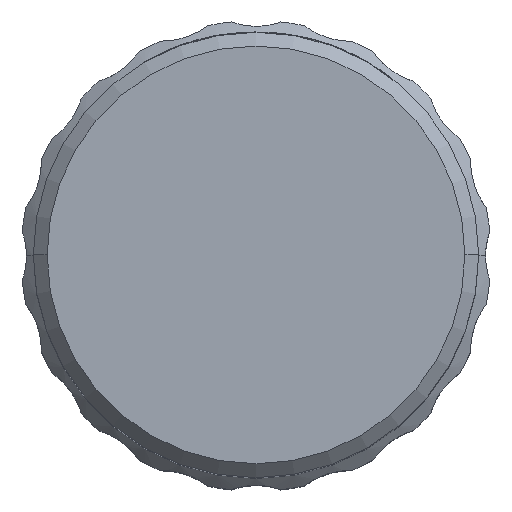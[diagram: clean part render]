
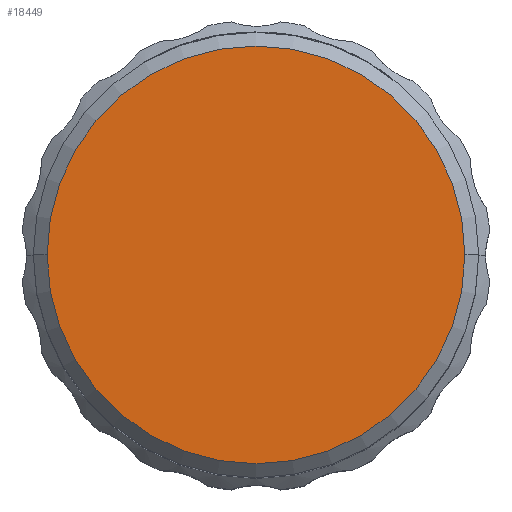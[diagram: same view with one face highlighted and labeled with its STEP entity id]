
A CAD part, top view. The second image highlights one B-rep face of the part: STEP entity #18449.
In plain terms, the highlighted planar face has unit normal (0, 0, 1).
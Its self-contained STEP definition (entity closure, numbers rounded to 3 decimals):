
#324 = CIRCLE ( 'NONE', #19952, 15.1 ) ;
#383 = EDGE_CURVE ( 'NONE', #11414, #22835, #30946, .T. ) ;
#621 = AXIS2_PLACEMENT_3D ( 'NONE', #16674, #11240, #19139 ) ;
#5667 = DIRECTION ( 'NONE',  ( 0., 0., 1. ) ) ;
#11118 = CARTESIAN_POINT ( 'NONE',  ( 0., 0., 80.2 ) ) ;
#11240 = DIRECTION ( 'NONE',  ( 0., 0., 1. ) ) ;
#11414 = VERTEX_POINT ( 'NONE', #18161 ) ;
#15744 = CARTESIAN_POINT ( 'NONE',  ( 0., 0., 80.2 ) ) ;
#16327 = FACE_OUTER_BOUND ( 'NONE', #29380, .T. ) ;
#16674 = CARTESIAN_POINT ( 'NONE',  ( 0., 0., 80.2 ) ) ;
#16916 = AXIS2_PLACEMENT_3D ( 'NONE', #11118, #5667, #27437 ) ;
#17499 = ORIENTED_EDGE ( 'NONE', *, *, #26015, .T. ) ;
#18161 = CARTESIAN_POINT ( 'NONE',  ( 15.1, 0., 80.2 ) ) ;
#18449 = ADVANCED_FACE ( 'NONE', ( #16327 ), #27035, .T. ) ;
#19139 = DIRECTION ( 'NONE',  ( 1., 0., 0. ) ) ;
#19952 = AXIS2_PLACEMENT_3D ( 'NONE', #15744, #31028, #28742 ) ;
#22835 = VERTEX_POINT ( 'NONE', #24297 ) ;
#24297 = CARTESIAN_POINT ( 'NONE',  ( -15.1, 0., 80.2 ) ) ;
#26015 = EDGE_CURVE ( 'NONE', #22835, #11414, #324, .T. ) ;
#27035 = PLANE ( 'NONE',  #621 ) ;
#27437 = DIRECTION ( 'NONE',  ( 1., 0., 0. ) ) ;
#28742 = DIRECTION ( 'NONE',  ( 1., 0., 0. ) ) ;
#29380 = EDGE_LOOP ( 'NONE', ( #17499, #32610 ) ) ;
#30946 = CIRCLE ( 'NONE', #16916, 15.1 ) ;
#31028 = DIRECTION ( 'NONE',  ( 0., 0., 1. ) ) ;
#32610 = ORIENTED_EDGE ( 'NONE', *, *, #383, .T. ) ;
